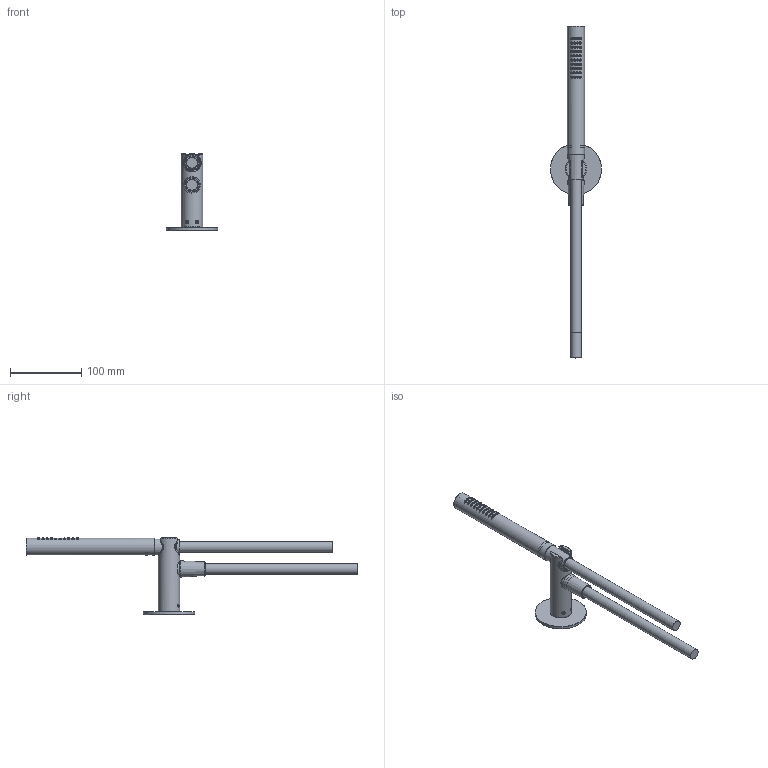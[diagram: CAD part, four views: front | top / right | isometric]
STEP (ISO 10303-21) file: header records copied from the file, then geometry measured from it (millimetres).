
FILE_DESCRIPTION(/* description */ ('Unknown'),/* implementation_level */ '2;1');
FILE_NAME(/* name */ 'CB7502-00',/* time_stamp */ '2025-02-28T17:51:31+01:00',/* author */ ('Unknown'),/* organization */ ('Unknown'),/* preprocessor_version */ 'ST-DEVELOPER v19.4',/* originating_system */ 'Solid Edge',/* authorisation */ 'Unknown');
FILE_SCHEMA (('AUTOMOTIVE_DESIGN {1 0 10303 214 3 1 1}'));
Length unit declared in the file: millimetre
Products named in the file (15): CB7502-00; CB7501-04; CB7501-01; M015-001; M354-00_oa_0; M354-001_oa_1; C101014_02100ZZ; A089014_00101ZZ; A064038_12900ZZ; CB7501-001 rel1_oa_2; supporto_doccetta_023E.01.001_023E.01.001; Gruppo raccordo titanico_T1010671_oa_3; raccordi_uscita_T1010035_T1010035; Protezione supp docc_00G3.00.001_00G3.00.001; M017-00
Assembly tree (15 placements, depth 4):
  CB7502-00
    CB7501-04  x2
    CB7501-01
    M015-001
    M354-00_oa_0
      M354-001_oa_1
        C101014_02100ZZ
        A089014_00101ZZ
        A064038_12900ZZ
    CB7501-001 rel1_oa_2
      supporto_doccetta_023E.01.001_023E.01.001
      Gruppo raccordo titanico_T1010671_oa_3
        raccordi_uscita_T1010035_T1010035
      Protezione supp docc_00G3.00.001_00G3.00.001
    M017-00
Bounding box: 72 x 466.03 x 108.14 mm (x, y, z)
Volume: 165146.9 mm3; surface area: 92373.4 mm2
Topology: 11 solids, 11 shells, 933 faces, 2458 edges, 1593 vertices
Faces by surface type: cylinder 269, bspline 226, plane 224, torus 108, cone 97, sphere 9
Full cylindrical faces by diameter (mm): 3.2 x40, 4.134 x2, 5 x6, 9 x1, 13 x1, 15 x2, 16 x1, 16.5 x2, 16.7 x1, 18 x1, 18.5 x1, 18.631 x4, 19 x1, 21 x3, 21.166 x1, 21.5 x1, 22 x3, 23 x2, 24 x1, 24.3 x1, 28.1 x1, 30 x2, 52 x1, 65 x1, 72 x1
Entity records: 38411 total; most frequent: CARTESIAN_POINT 18051, ORIENTED_EDGE 4014, DIRECTION 3370, EDGE_CURVE 2007, VERTEX_POINT 1407, AXIS2_PLACEMENT_3D 1398, FACE_BOUND 1372, EDGE_LOOP 1371
